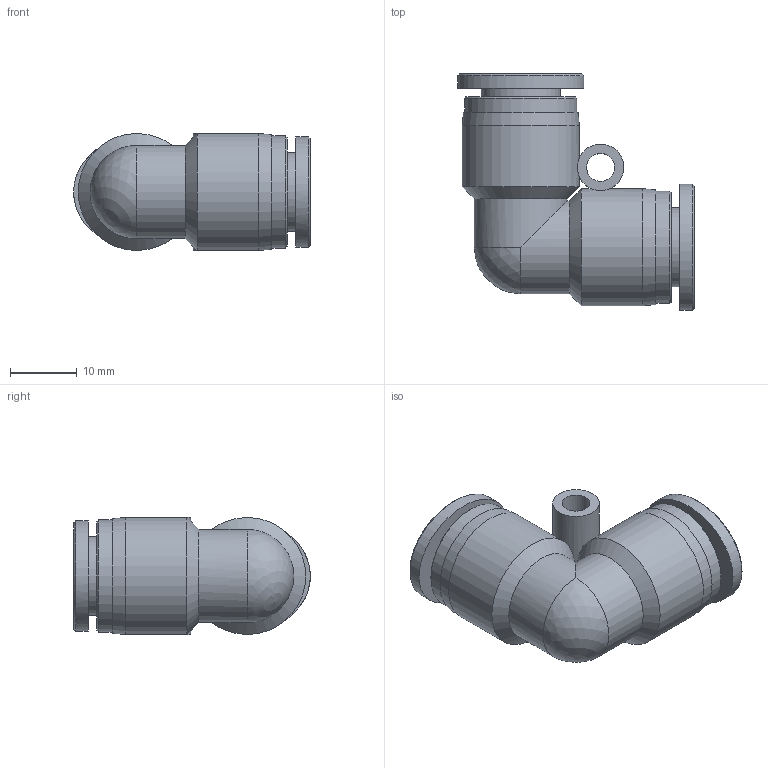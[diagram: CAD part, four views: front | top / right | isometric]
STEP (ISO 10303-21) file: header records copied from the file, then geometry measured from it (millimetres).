
FILE_DESCRIPTION((''),'2;1');
FILE_NAME('PUL 3_8.stp','2016-10-17T15:47:29',('Administrator'),(''),'Autodesk Inventor 2013','Autodesk Inventor 2013','');
FILE_SCHEMA(('CONFIG_CONTROL_DESIGN'));
Length unit declared in the file: millimetre
Products named in the file (3): PUL 3_8; NUL N3_8 BODY; SLEEVE N3_8L
Assembly tree (3 placements, depth 2):
  PUL 3_8
    NUL N3_8 BODY
    SLEEVE N3_8L  x2
Bounding box: 35.6 x 35.6 x 17.6 mm (x, y, z)
Volume: 7984 mm3; surface area: 6160.2 mm2
Topology: 3 solids, 3 shells, 41 faces, 77 edges, 47 vertices
Faces by surface type: cylinder 14, plane 14, cone 8, bspline 4, sphere 1
Full cylindrical faces by diameter (mm): 4.2 x1, 7 x1, 9.75 x4, 11.9 x2, 14 x2, 16.9 x2, 17.6 x2
Entity records: 906 total; most frequent: CARTESIAN_POINT 298, DIRECTION 125, ORIENTED_EDGE 66, AXIS2_PLACEMENT_3D 62, EDGE_LOOP 60, EDGE_CURVE 33, VERTEX_POINT 31, FACE_OUTER_BOUND 30
